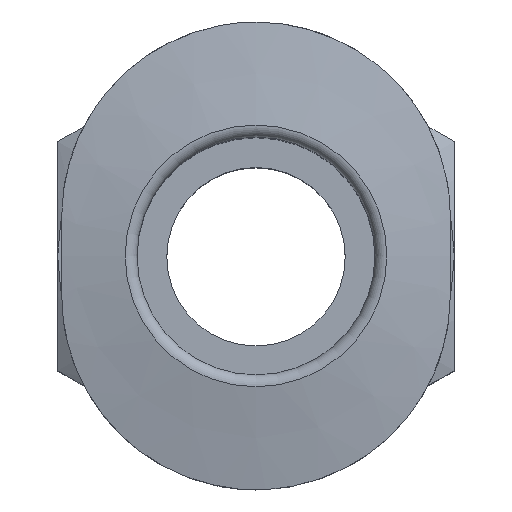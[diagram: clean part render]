
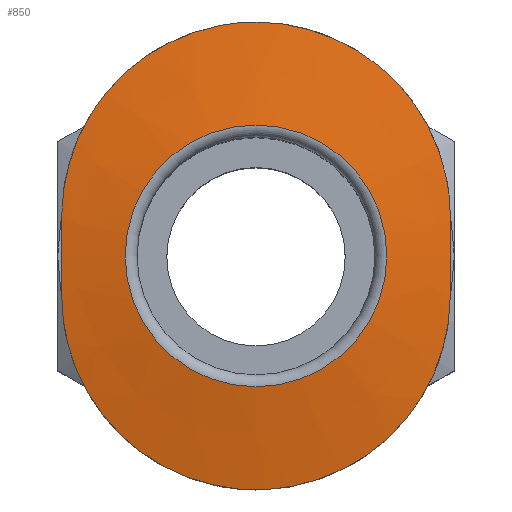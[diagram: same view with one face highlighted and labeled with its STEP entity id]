
A CAD part, top view. The second image highlights one B-rep face of the part: STEP entity #850.
In plain terms, the highlighted conical face has half-angle 80 degrees and reference radius 3.3 mm.
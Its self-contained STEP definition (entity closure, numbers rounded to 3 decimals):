
#53=B_SPLINE_CURVE_WITH_KNOTS('',3,(#1294,#1295,#1296,#1297,#1298,#1299,
#1300),.UNSPECIFIED.,.F.,.F.,(4,1,1,1,4),(0.,0.004,
0.008,0.011,0.015),.UNSPECIFIED.);
#54=B_SPLINE_CURVE_WITH_KNOTS('',3,(#1306,#1307,#1308,#1309),
 .UNSPECIFIED.,.F.,.F.,(4,4),(0.002,0.004),
 .UNSPECIFIED.);
#55=B_SPLINE_CURVE_WITH_KNOTS('',3,(#1313,#1314,#1315,#1316,#1317,#1318,
#1319),.UNSPECIFIED.,.F.,.F.,(4,1,1,1,4),(0.,0.004,
0.008,0.011,0.015),
 .UNSPECIFIED.);
#56=B_SPLINE_CURVE_WITH_KNOTS('',3,(#1323,#1324,#1325,#1326),
 .UNSPECIFIED.,.F.,.F.,(4,4),(0.002,0.004),
 .UNSPECIFIED.);
#72=CONICAL_SURFACE('',#922,3.3,1.396);
#225=ORIENTED_EDGE('',*,*,#301,.F.);
#226=ORIENTED_EDGE('',*,*,#298,.F.);
#227=ORIENTED_EDGE('',*,*,#305,.F.);
#228=ORIENTED_EDGE('',*,*,#303,.F.);
#229=ORIENTED_EDGE('',*,*,#306,.T.);
#298=EDGE_CURVE('',#351,#352,#53,.T.);
#301=EDGE_CURVE('',#352,#353,#54,.T.);
#303=EDGE_CURVE('',#353,#354,#55,.T.);
#305=EDGE_CURVE('',#354,#351,#56,.T.);
#306=EDGE_CURVE('',#355,#355,#386,.T.);
#351=VERTEX_POINT('',#1301);
#352=VERTEX_POINT('',#1302);
#353=VERTEX_POINT('',#1310);
#354=VERTEX_POINT('',#1320);
#355=VERTEX_POINT('',#1329);
#386=CIRCLE('',#923,3.3);
#439=EDGE_LOOP('',(#225,#226,#227,#228));
#440=EDGE_LOOP('',(#229));
#499=FACE_BOUND('',#439,.T.);
#500=FACE_BOUND('',#440,.T.);
#850=ADVANCED_FACE('',(#499,#500),#72,.T.);
#922=AXIS2_PLACEMENT_3D('',#1327,#1069,#1070);
#923=AXIS2_PLACEMENT_3D('',#1328,#1071,#1072);
#1069=DIRECTION('',(0.,0.,-1.));
#1070=DIRECTION('',(0.,1.,0.));
#1071=DIRECTION('',(0.,0.,-1.));
#1072=DIRECTION('',(0.,1.,0.));
#1294=CARTESIAN_POINT('',(-4.9,1.,9.7));
#1295=CARTESIAN_POINT('',(-4.9,2.294,9.654));
#1296=CARTESIAN_POINT('',(-3.843,4.829,9.573));
#1297=CARTESIAN_POINT('',(0.,6.434,9.526));
#1298=CARTESIAN_POINT('',(3.839,4.833,9.573));
#1299=CARTESIAN_POINT('',(4.9,2.294,9.654));
#1300=CARTESIAN_POINT('',(4.9,1.,9.7));
#1301=CARTESIAN_POINT('',(-4.9,1.,9.7));
#1302=CARTESIAN_POINT('',(4.9,1.,9.7));
#1306=CARTESIAN_POINT('',(4.9,1.,9.7));
#1307=CARTESIAN_POINT('',(4.9,0.333,9.724));
#1308=CARTESIAN_POINT('',(4.9,-0.333,9.724));
#1309=CARTESIAN_POINT('',(4.9,-1.,9.7));
#1310=CARTESIAN_POINT('',(4.9,-1.,9.7));
#1313=CARTESIAN_POINT('',(4.9,-1.,9.7));
#1314=CARTESIAN_POINT('',(4.9,-2.294,9.654));
#1315=CARTESIAN_POINT('',(3.843,-4.829,9.573));
#1316=CARTESIAN_POINT('',(0.,-6.434,9.526));
#1317=CARTESIAN_POINT('',(-3.839,-4.833,9.573));
#1318=CARTESIAN_POINT('',(-4.9,-2.294,9.654));
#1319=CARTESIAN_POINT('',(-4.9,-1.,9.7));
#1320=CARTESIAN_POINT('',(-4.9,-1.,9.7));
#1323=CARTESIAN_POINT('',(-4.9,-1.,9.7));
#1324=CARTESIAN_POINT('',(-4.9,-0.333,9.724));
#1325=CARTESIAN_POINT('',(-4.9,0.333,9.724));
#1326=CARTESIAN_POINT('',(-4.9,1.,9.7));
#1327=CARTESIAN_POINT('',(0.,0.,10.));
#1328=CARTESIAN_POINT('',(0.,0.,10.));
#1329=CARTESIAN_POINT('',(0.,3.3,10.));
